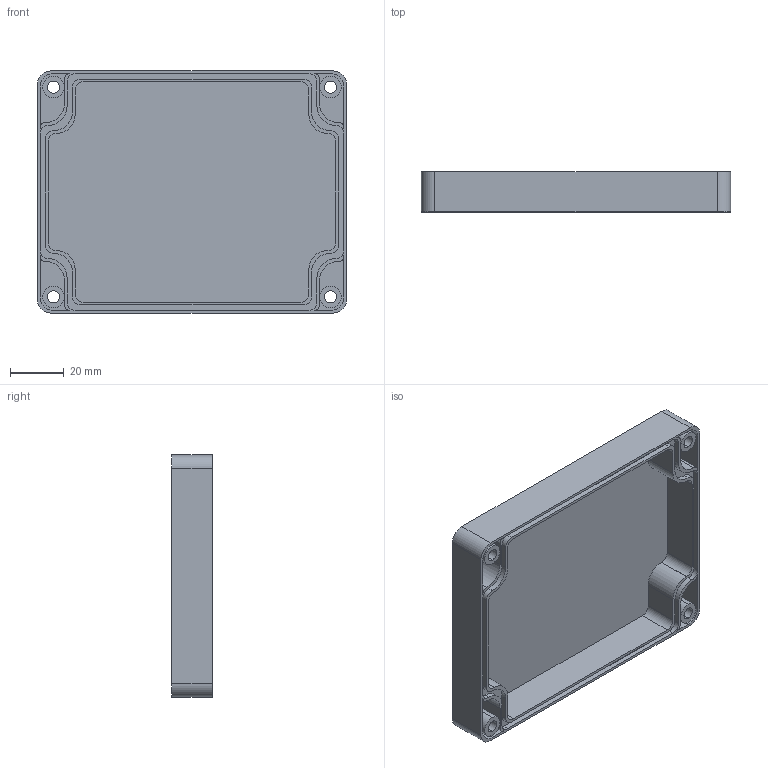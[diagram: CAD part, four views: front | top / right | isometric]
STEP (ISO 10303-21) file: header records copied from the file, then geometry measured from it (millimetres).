
FILE_DESCRIPTION (( 'STEP AP214' ), '1' );
FILE_NAME ('KW-55_cover.STEP', '2021-06-03T00:03:07', ( '' ), ( '' ), 'SwSTEP 2.0', 'SolidWorks 2014', '' );
FILE_SCHEMA (( 'AUTOMOTIVE_DESIGN' ));
Length unit declared in the file: millimetre
Products named in the file (1): KW-55_cover
Bounding box: 115 x 15 x 90 mm (x, y, z)
Volume: 42593.9 mm3; surface area: 37669.2 mm2
Topology: 1 solids, 1 shells, 145 faces, 388 edges, 256 vertices
Faces by surface type: cylinder 72, plane 65, cone 8
Entity records: 4620 total; most frequent: DIRECTION 832, CARTESIAN_POINT 790, ORIENTED_EDGE 776, EDGE_CURVE 388, AXIS2_PLACEMENT_3D 298, VERTEX_POINT 256, VECTOR 236, LINE 236
